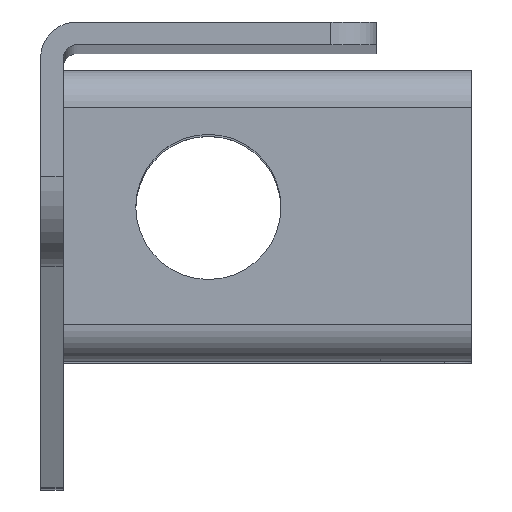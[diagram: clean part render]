
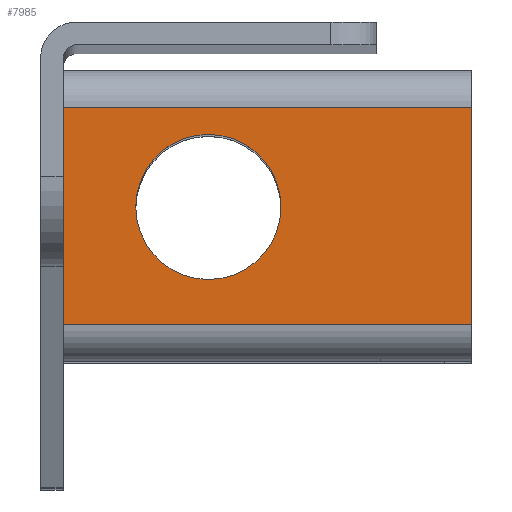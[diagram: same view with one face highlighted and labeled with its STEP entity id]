
A CAD part, top view. The second image highlights one B-rep face of the part: STEP entity #7985.
In plain terms, the highlighted planar face has unit normal (0, 0, 1).
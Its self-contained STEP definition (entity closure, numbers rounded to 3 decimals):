
#230=DIRECTION('',(0.,-1.,0.));
#231=VECTOR('',#230,24.);
#232=CARTESIAN_POINT('',(2.5,-9.,971.));
#233=LINE('',#232,#231);
#2900=DIRECTION('',(1.,0.,0.));
#2901=VECTOR('',#2900,45.);
#2902=CARTESIAN_POINT('',(2.5,-33.,971.));
#2903=LINE('',#2902,#2901);
#2908=DIRECTION('',(0.,-1.,0.));
#2909=VECTOR('',#2908,24.);
#2910=CARTESIAN_POINT('',(47.5,-9.,971.));
#2911=LINE('',#2910,#2909);
#2912=CARTESIAN_POINT('',(18.5,-20.,971.));
#2913=DIRECTION('',(0.,0.,1.));
#2914=DIRECTION('',(1.,0.,0.));
#2915=AXIS2_PLACEMENT_3D('',#2912,#2913,#2914);
#2917=CARTESIAN_POINT('',(18.5,-20.,971.));
#2918=DIRECTION('',(0.,0.,1.));
#2919=DIRECTION('',(-1.,0.,0.));
#2920=AXIS2_PLACEMENT_3D('',#2917,#2918,#2919);
#2926=DIRECTION('',(-1.,0.,0.));
#2927=VECTOR('',#2926,45.);
#2928=CARTESIAN_POINT('',(47.5,-9.,971.));
#2929=LINE('',#2928,#2927);
#3192=CARTESIAN_POINT('',(26.5,-20.,971.));
#3193=VERTEX_POINT('',#3192);
#3194=CARTESIAN_POINT('',(10.5,-20.,971.));
#3195=VERTEX_POINT('',#3194);
#3236=CARTESIAN_POINT('',(2.5,-9.,971.));
#3237=VERTEX_POINT('',#3236);
#3238=CARTESIAN_POINT('',(2.5,-33.,971.));
#3239=VERTEX_POINT('',#3238);
#3348=CARTESIAN_POINT('',(47.5,-33.,971.));
#3349=VERTEX_POINT('',#3348);
#3350=CARTESIAN_POINT('',(47.5,-9.,971.));
#3351=VERTEX_POINT('',#3350);
#7968=CARTESIAN_POINT('',(47.5,-9.,971.));
#7969=DIRECTION('',(0.,0.,1.));
#7970=DIRECTION('',(1.,0.,0.));
#7971=AXIS2_PLACEMENT_3D('',#7968,#7969,#7970);
#7972=PLANE('',#7971);
#7973=ORIENTED_EDGE('',*,*,#4070,.F.);
#7975=ORIENTED_EDGE('',*,*,#7974,.F.);
#7976=ORIENTED_EDGE('',*,*,#7925,.T.);
#7977=ORIENTED_EDGE('',*,*,#7961,.F.);
#7978=EDGE_LOOP('',(#7973,#7975,#7976,#7977));
#7979=FACE_OUTER_BOUND('',#7978,.F.);
#7981=ORIENTED_EDGE('',*,*,#7980,.T.);
#7982=ORIENTED_EDGE('',*,*,#3932,.T.);
#7983=EDGE_LOOP('',(#7981,#7982));
#7984=FACE_BOUND('',#7983,.F.);
#7985=ADVANCED_FACE('',(#7979,#7984),#7972,.T.);
#2916=CIRCLE('',#2915,8.);
#2921=CIRCLE('',#2920,8.);
#3932=EDGE_CURVE('',#3195,#3193,#2921,.T.);
#4070=EDGE_CURVE('',#3237,#3239,#233,.T.);
#7925=EDGE_CURVE('',#3351,#3349,#2911,.T.);
#7961=EDGE_CURVE('',#3239,#3349,#2903,.T.);
#7974=EDGE_CURVE('',#3351,#3237,#2929,.T.);
#7980=EDGE_CURVE('',#3193,#3195,#2916,.T.);
